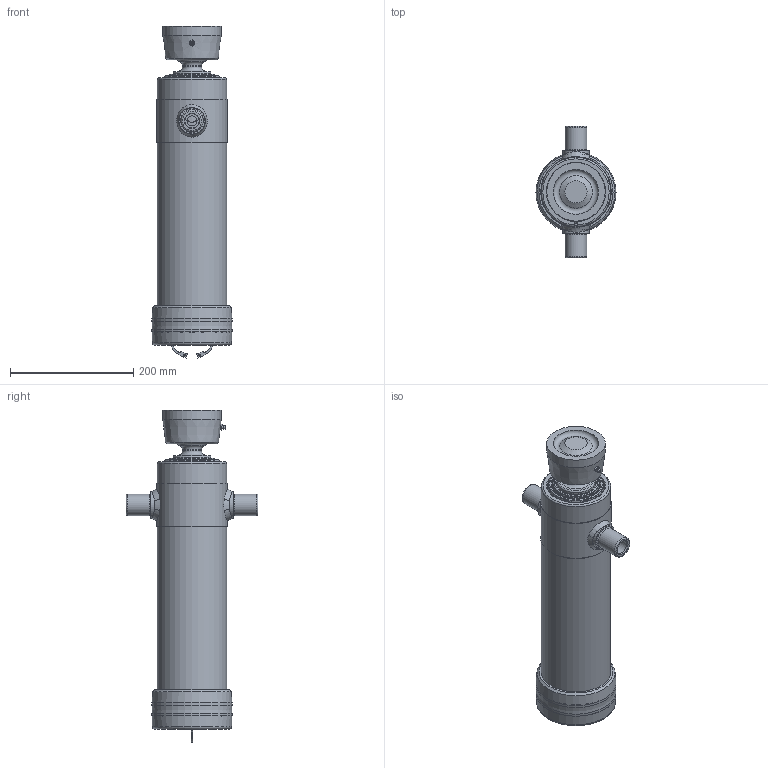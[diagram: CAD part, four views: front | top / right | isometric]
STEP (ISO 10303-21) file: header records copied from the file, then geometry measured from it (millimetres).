
FILE_DESCRIPTION( ( 'Unknown' ), '1' );
FILE_NAME( '3035S.stp', 'Unknown', ( 'Unknown' ), ( 'Unknown' ), 'PSStep 14.0', 'Unknown', ' ' );
FILE_SCHEMA( ( 'AUTOMOTIVE_DESIGN { 1 0 10303 214 1 1 1 1 }' ) );
Length unit declared in the file: millimetre
Products named in the file (16): 548; 4244; Assem1; 2247; 2388; 2248; Saldatura d'angolo 1-oa0; Saldatura d'angolo 2-oa1; 702; 701; 4244-oa2; 3083; 4243; 4242; 4130
Bounding box: 130 x 214.2 x 538.89 mm (x, y, z)
Volume: 9912819.7 mm3; surface area: 2229358.5 mm2
Topology: 35 solids, 35 shells, 667 faces, 1370 edges, 845 vertices
Faces by surface type: plane 184, cylinder 178, torus 122, cone 88, bspline 75, sphere 20
Full cylindrical faces by diameter (mm): 3.2 x6, 5 x4, 6.647 x3, 8 x3, 15 x3, 16.376 x3, 23 x3, 31 x2, 35 x6, 43 x6, 52 x3, 60 x2, 61 x6, 64 x2, 65.8 x2, 66 x4, 67.2 x2, 69 x2, 75 x5, 75.2 x6, 76 x6, 78 x3, 79 x2, 80.8 x2, 81 x4, 82.2 x2, 84 x2, 90 x2, 91 x8, 94 x3
Entity records: 10273 total; most frequent: CARTESIAN_POINT 3450, DIRECTION 1016, ORIENTED_EDGE 712, AXIS2_PLACEMENT_3D 479, EDGE_LOOP 458, FACE_OUTER_BOUND 367, EDGE_CURVE 356, VERTEX_POINT 296
